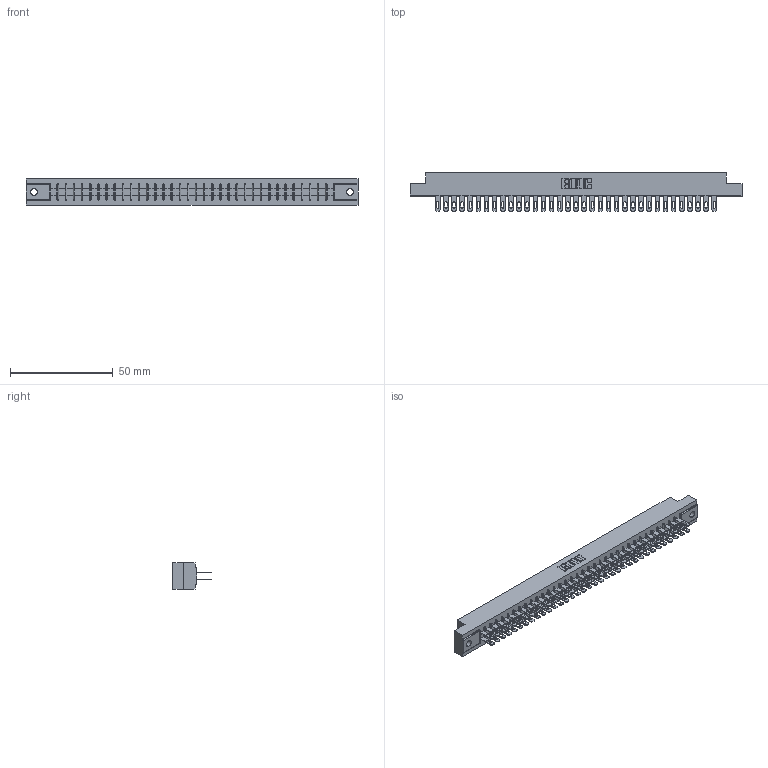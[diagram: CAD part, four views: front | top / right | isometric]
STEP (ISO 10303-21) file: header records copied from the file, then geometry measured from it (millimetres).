
FILE_DESCRIPTION (( 'STEP AP203' ), '1' );
FILE_NAME ('305-070-500-502.STEP', '2019-09-10T04:58:21', ( '' ), ( '' ), 'SwSTEP 2.0', 'SolidWorks 2016', '' );
FILE_SCHEMA (( 'CONFIG_CONTROL_DESIGN' ));
Length unit declared in the file: inch
Products named in the file (3): 305 Part_.128 Dia; 305-290-001_500; 305-070-500-502
Assembly tree (71 placements, depth 2):
  305-070-500-502
    305 Part_.128 Dia
    305-290-001_500  x70
Bounding box: 161.7 x 18.85 x 12.7 mm (x, y, z)
Volume: 16522 mm3; surface area: 22734.7 mm2
Topology: 71 solids, 71 shells, 3616 faces, 10361 edges, 6718 vertices
Faces by surface type: plane 2028, cylinder 1448, sphere 140
Entity records: 38772 total; most frequent: CARTESIAN_POINT 6415, ORIENTED_EDGE 6366, DIRECTION 6213, EDGE_CURVE 3183, LINE 2565, VECTOR 2565, VERTEX_POINT 2026, AXIS2_PLACEMENT_3D 1824
